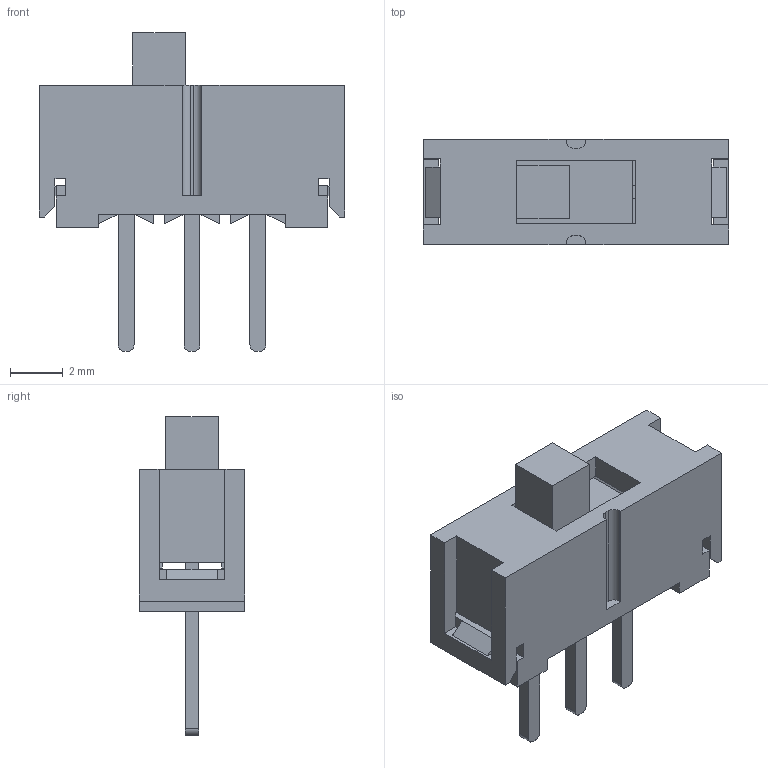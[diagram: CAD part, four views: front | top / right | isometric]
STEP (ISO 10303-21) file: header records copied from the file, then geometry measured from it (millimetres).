
FILE_DESCRIPTION(/* description */ ('STEP AP242','CAx-IF Rec.Pracs.---Representation and Presentation of Product Manufacturing Information (PMI)---4.0---2014-10-13','CAx-IF Rec.Pracs.---3D Tessellated Geometry---0.4---2014-09-14','2;1'),/* implementation_level */ '2;1');
FILE_NAME(/* name */ '66c16f2da114081520d0afab',/* time_stamp */ '2024-08-18T03:49:01Z',/* author */ (''),/* organization */ (''),/* preprocessor_version */ 'ST-DEVELOPER v20',/* originating_system */ ' ',/* authorisation */ ' ');
FILE_SCHEMA (('AP242_MANAGED_MODEL_BASED_3D_ENGINEERING_MIM_LF { 1 0 10303 442 1 1 4 }'));
Length unit declared in the file: metre
Products named in the file (1): EG1218.stp
Bounding box: 11.6 x 4 x 12.1 mm (x, y, z)
Volume: 166.8 mm3; surface area: 596 mm2
Topology: 1 solids, 1 shells, 166 faces, 460 edges, 292 vertices
Faces by surface type: plane 156, cylinder 10
Entity records: 6124 total; most frequent: ORIENTED_EDGE 920, CARTESIAN_POINT 919, DIRECTION 814, EDGE_CURVE 460, LINE 440, VECTOR 440, VERTEX_POINT 292, AXIS2_PLACEMENT_3D 187
